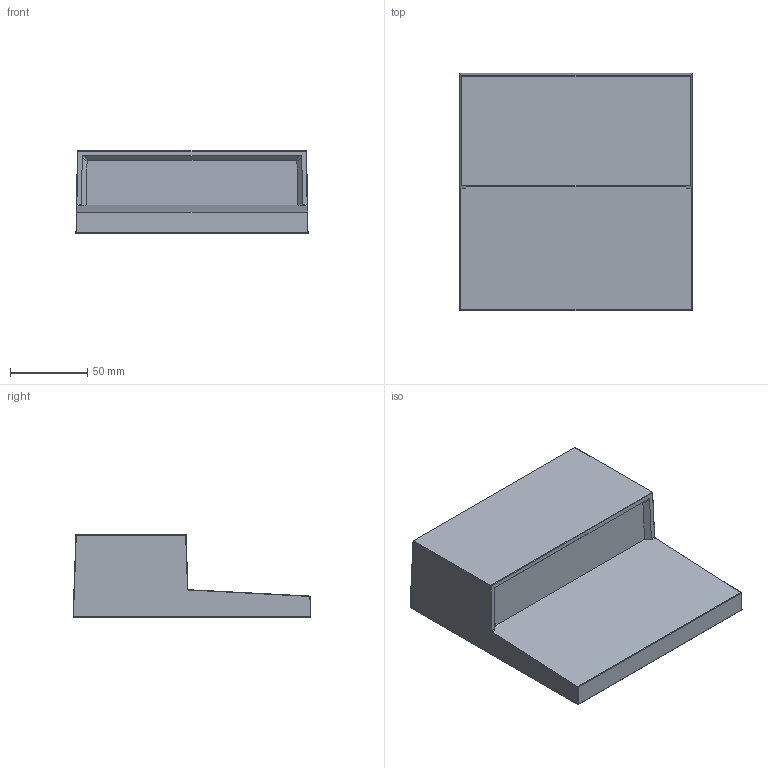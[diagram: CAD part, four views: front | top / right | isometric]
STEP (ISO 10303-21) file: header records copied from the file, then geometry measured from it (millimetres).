
FILE_DESCRIPTION (( 'STEP AP214' ), '1' );
FILE_NAME ('RDPID.STEP', '2016-10-18T16:52:43', ( '' ), ( '' ), 'SwSTEP 2.0', 'SolidWorks 2012', '' );
FILE_SCHEMA (( 'AUTOMOTIVE_DESIGN' ));
Length unit declared in the file: inch
Products named in the file (1): RDPID
Bounding box: 149.85 x 153.65 x 53.34 mm (x, y, z)
Volume: 752856 mm3; surface area: 71392.1 mm2
Topology: 1 solids, 1 shells, 45 faces, 103 edges, 56 vertices
Faces by surface type: cylinder 21, plane 12, sphere 10, bspline 2
Entity records: 1248 total; most frequent: CARTESIAN_POINT 278, DIRECTION 202, ORIENTED_EDGE 190, EDGE_CURVE 95, AXIS2_PLACEMENT_3D 78, VERTEX_POINT 52, LINE 46, VECTOR 46
